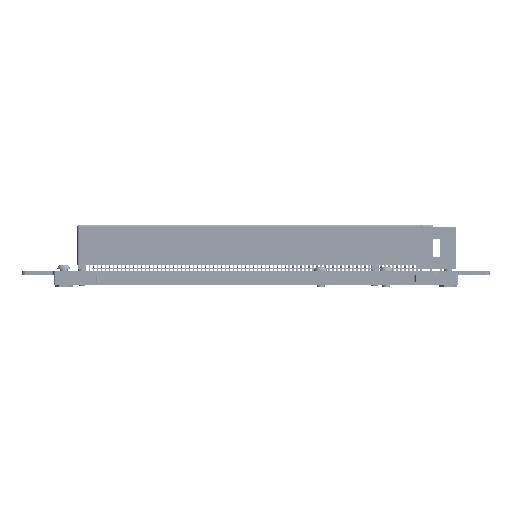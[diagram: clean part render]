
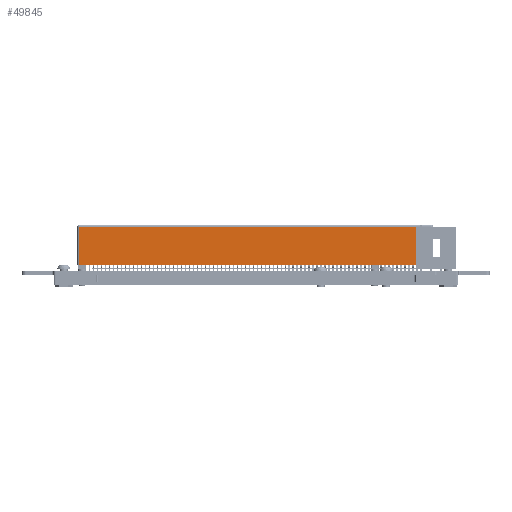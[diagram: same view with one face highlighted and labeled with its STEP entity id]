
A CAD part, front view. The second image highlights one B-rep face of the part: STEP entity #49845.
In plain terms, the highlighted face is planar.
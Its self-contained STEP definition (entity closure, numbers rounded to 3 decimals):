
#31467 = EDGE_CURVE('',#31468,#31470,#31472,.T.);
#31468 = VERTEX_POINT('',#31469);
#31469 = CARTESIAN_POINT('',(-3.7,0.,88.5));
#31470 = VERTEX_POINT('',#31471);
#31471 = CARTESIAN_POINT('',(-3.7,0.,0.5));
#31472 = LINE('',#31473,#31474);
#31473 = CARTESIAN_POINT('',(-3.7,0.,89.));
#31474 = VECTOR('',#31475,1.);
#31475 = DIRECTION('',(0.,0.,-1.));
#49845 = ADVANCED_FACE('',(#49846),#49903,.F.);
#49846 = FACE_BOUND('',#49847,.T.);
#49847 = EDGE_LOOP('',(#49848,#49849,#49857,#49865,#49873,#49881,#49889,
    #49897));
#49848 = ORIENTED_EDGE('',*,*,#31467,.F.);
#49849 = ORIENTED_EDGE('',*,*,#49850,.T.);
#49850 = EDGE_CURVE('',#31468,#49851,#49853,.T.);
#49851 = VERTEX_POINT('',#49852);
#49852 = CARTESIAN_POINT('',(-3.7,9.5,88.5));
#49853 = LINE('',#49854,#49855);
#49854 = CARTESIAN_POINT('',(-3.7,10.,88.5));
#49855 = VECTOR('',#49856,1.);
#49856 = DIRECTION('',(0.,1.,0.));
#49857 = ORIENTED_EDGE('',*,*,#49858,.T.);
#49858 = EDGE_CURVE('',#49851,#49859,#49861,.T.);
#49859 = VERTEX_POINT('',#49860);
#49860 = CARTESIAN_POINT('',(-3.7,9.5,86.3));
#49861 = LINE('',#49862,#49863);
#49862 = CARTESIAN_POINT('',(-3.7,9.5,89.));
#49863 = VECTOR('',#49864,1.);
#49864 = DIRECTION('',(0.,0.,-1.));
#49865 = ORIENTED_EDGE('',*,*,#49866,.F.);
#49866 = EDGE_CURVE('',#49867,#49859,#49869,.T.);
#49867 = VERTEX_POINT('',#49868);
#49868 = CARTESIAN_POINT('',(-3.7,5.25,86.3));
#49869 = LINE('',#49870,#49871);
#49870 = CARTESIAN_POINT('',(-3.7,4.469,86.3));
#49871 = VECTOR('',#49872,1.);
#49872 = DIRECTION('',(0.,1.,0.));
#49873 = ORIENTED_EDGE('',*,*,#49874,.T.);
#49874 = EDGE_CURVE('',#49867,#49875,#49877,.T.);
#49875 = VERTEX_POINT('',#49876);
#49876 = CARTESIAN_POINT('',(-3.7,5.25,85.7));
#49877 = LINE('',#49878,#49879);
#49878 = CARTESIAN_POINT('',(-3.7,5.25,85.7));
#49879 = VECTOR('',#49880,1.);
#49880 = DIRECTION('',(0.,0.,-1.));
#49881 = ORIENTED_EDGE('',*,*,#49882,.T.);
#49882 = EDGE_CURVE('',#49875,#49883,#49885,.T.);
#49883 = VERTEX_POINT('',#49884);
#49884 = CARTESIAN_POINT('',(-3.7,9.5,85.7));
#49885 = LINE('',#49886,#49887);
#49886 = CARTESIAN_POINT('',(-3.7,4.469,85.7));
#49887 = VECTOR('',#49888,1.);
#49888 = DIRECTION('',(0.,1.,0.));
#49889 = ORIENTED_EDGE('',*,*,#49890,.T.);
#49890 = EDGE_CURVE('',#49883,#49891,#49893,.T.);
#49891 = VERTEX_POINT('',#49892);
#49892 = CARTESIAN_POINT('',(-3.7,9.5,0.5));
#49893 = LINE('',#49894,#49895);
#49894 = CARTESIAN_POINT('',(-3.7,9.5,89.));
#49895 = VECTOR('',#49896,1.);
#49896 = DIRECTION('',(0.,0.,-1.));
#49897 = ORIENTED_EDGE('',*,*,#49898,.T.);
#49898 = EDGE_CURVE('',#49891,#31470,#49899,.T.);
#49899 = LINE('',#49900,#49901);
#49900 = CARTESIAN_POINT('',(-3.7,10.,0.5));
#49901 = VECTOR('',#49902,1.);
#49902 = DIRECTION('',(0.,-1.,0.));
#49903 = PLANE('',#49904);
#49904 = AXIS2_PLACEMENT_3D('',#49905,#49906,#49907);
#49905 = CARTESIAN_POINT('',(-3.7,10.,89.));
#49906 = DIRECTION('',(1.,0.,0.));
#49907 = DIRECTION('',(0.,1.,0.));
